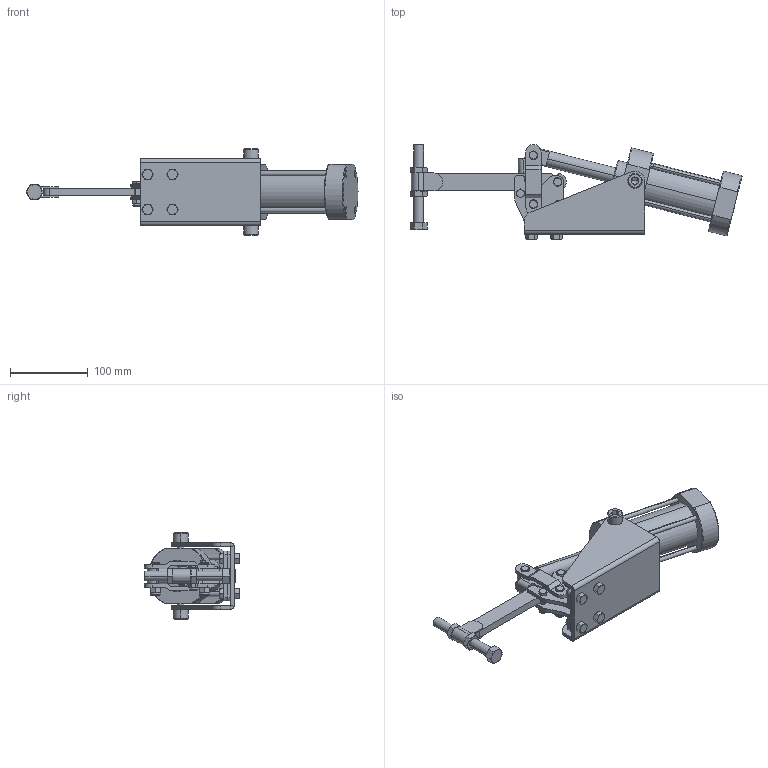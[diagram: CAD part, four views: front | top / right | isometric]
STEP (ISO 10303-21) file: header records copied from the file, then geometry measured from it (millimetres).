
FILE_DESCRIPTION (( 'STEP AP214' ), '1' );
FILE_NAME ('GH-10249-A(Â²¤Æ).STEP', '2020-07-23T03:23:50', ( 'LinWei' ), ( '' ), 'SwSTEP 2.0', 'SolidWorks 2016', '' );
FILE_SCHEMA (( 'AUTOMOTIVE_DESIGN' ));
Length unit declared in the file: millimetre
Products named in the file (9): 10247A-CYLINDER-1^GH-10249-A(簡化); 110249A08-1^GH-10249-A(簡化); Group7^GH-10249-A(簡化); Group5^GH-10249-A(簡化); Group4^GH-10249-A(簡化); Group2^GH-10249-A(簡化); Group1^GH-10249-A(簡化); GH-10249-A(簡化); prevailing torque nut style 1 insert_DIN-1^GH-10249-A(Â²¤Æ)
Assembly tree (8 placements, depth 2):
  GH-10249-A(簡化)
    Group1^GH-10249-A(簡化)
    Group2^GH-10249-A(簡化)
    Group4^GH-10249-A(簡化)
    Group5^GH-10249-A(簡化)
    Group7^GH-10249-A(簡化)
    110249A08-1^GH-10249-A(簡化)
    10247A-CYLINDER-1^GH-10249-A(簡化)
    prevailing torque nut style 1 insert_DIN-1^GH-10249-A(Â²¤Æ)
Bounding box: 426.79 x 122.13 x 111.5 mm (x, y, z)
Volume: 730742.8 mm3; surface area: 214707.7 mm2
Topology: 8 solids, 8 shells, 714 faces, 1700 edges, 1048 vertices
Faces by surface type: plane 312, cylinder 206, cone 178, torus 14, bspline 4
Entity records: 25859 total; most frequent: CARTESIAN_POINT 5757, DIRECTION 3444, ORIENTED_EDGE 3384, EDGE_CURVE 1692, AXIS2_PLACEMENT_3D 1355, VERTEX_POINT 1048, EDGE_LOOP 808, LINE 734
